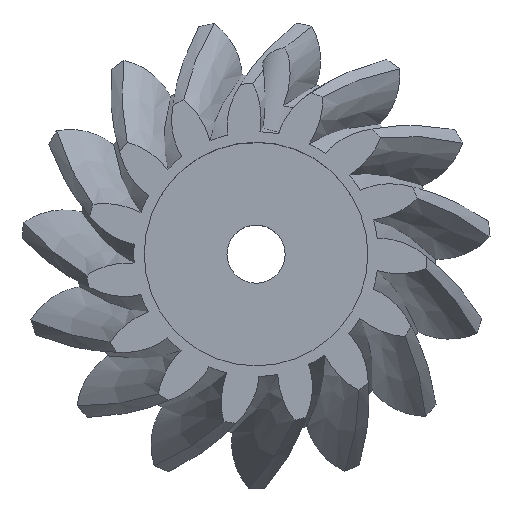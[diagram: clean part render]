
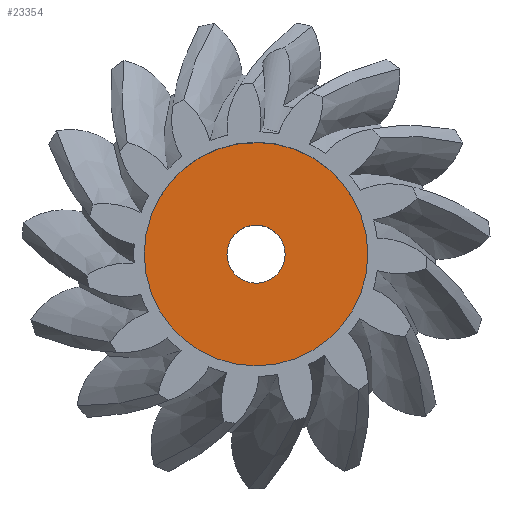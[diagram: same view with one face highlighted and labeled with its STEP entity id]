
A CAD part, top view. The second image highlights one B-rep face of the part: STEP entity #23354.
In plain terms, the highlighted planar face has unit normal (0, 0, 1).
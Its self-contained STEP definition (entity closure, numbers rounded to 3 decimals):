
#11513 = CYLINDRICAL_SURFACE('',#11514,10.);
#11514 = AXIS2_PLACEMENT_3D('',#11515,#11516,#11517);
#11515 = CARTESIAN_POINT('',(0.,0.,6.4));
#11516 = DIRECTION('',(0.,0.,1.));
#11517 = DIRECTION('',(1.,0.,0.));
#13118 = CYLINDRICAL_SURFACE('',#13119,2.6);
#13119 = AXIS2_PLACEMENT_3D('',#13120,#13121,#13122);
#13120 = CARTESIAN_POINT('',(0.,0.,0.));
#13121 = DIRECTION('',(0.,0.,1.));
#13122 = DIRECTION('',(1.,0.,0.));
#22172 = EDGE_CURVE('',#22173,#22173,#22175,.T.);
#22173 = VERTEX_POINT('',#22174);
#22174 = CARTESIAN_POINT('',(10.,0.,6.4));
#22175 = SURFACE_CURVE('',#22176,(#22181,#22188),.PCURVE_S1.);
#22176 = CIRCLE('',#22177,10.);
#22177 = AXIS2_PLACEMENT_3D('',#22178,#22179,#22180);
#22178 = CARTESIAN_POINT('',(0.,0.,6.4));
#22179 = DIRECTION('',(0.,0.,1.));
#22180 = DIRECTION('',(1.,0.,0.));
#22181 = PCURVE('',#11513,#22182);
#22182 = DEFINITIONAL_REPRESENTATION('',(#22183),#22187);
#22183 = LINE('',#22184,#22185);
#22184 = CARTESIAN_POINT('',(0.,0.));
#22185 = VECTOR('',#22186,1.);
#22186 = DIRECTION('',(1.,0.));
#22187 = ( GEOMETRIC_REPRESENTATION_CONTEXT(2) 
PARAMETRIC_REPRESENTATION_CONTEXT() REPRESENTATION_CONTEXT('2D SPACE',''
  ) );
#22188 = PCURVE('',#22189,#22194);
#22189 = PLANE('',#22190);
#22190 = AXIS2_PLACEMENT_3D('',#22191,#22192,#22193);
#22191 = CARTESIAN_POINT('',(0.,0.,6.4));
#22192 = DIRECTION('',(0.,0.,1.));
#22193 = DIRECTION('',(1.,0.,0.));
#22194 = DEFINITIONAL_REPRESENTATION('',(#22195),#22199);
#22195 = CIRCLE('',#22196,10.);
#22196 = AXIS2_PLACEMENT_2D('',#22197,#22198);
#22197 = CARTESIAN_POINT('',(0.,0.));
#22198 = DIRECTION('',(1.,0.));
#22199 = ( GEOMETRIC_REPRESENTATION_CONTEXT(2) 
PARAMETRIC_REPRESENTATION_CONTEXT() REPRESENTATION_CONTEXT('2D SPACE',''
  ) );
#22927 = VERTEX_POINT('',#22928);
#22928 = CARTESIAN_POINT('',(2.6,0.,6.4));
#22949 = EDGE_CURVE('',#22927,#22927,#22950,.T.);
#22950 = SURFACE_CURVE('',#22951,(#22956,#22963),.PCURVE_S1.);
#22951 = CIRCLE('',#22952,2.6);
#22952 = AXIS2_PLACEMENT_3D('',#22953,#22954,#22955);
#22953 = CARTESIAN_POINT('',(0.,0.,6.4));
#22954 = DIRECTION('',(0.,0.,1.));
#22955 = DIRECTION('',(1.,0.,0.));
#22956 = PCURVE('',#13118,#22957);
#22957 = DEFINITIONAL_REPRESENTATION('',(#22958),#22962);
#22958 = LINE('',#22959,#22960);
#22959 = CARTESIAN_POINT('',(0.,6.4));
#22960 = VECTOR('',#22961,1.);
#22961 = DIRECTION('',(1.,0.));
#22962 = ( GEOMETRIC_REPRESENTATION_CONTEXT(2) 
PARAMETRIC_REPRESENTATION_CONTEXT() REPRESENTATION_CONTEXT('2D SPACE',''
  ) );
#22963 = PCURVE('',#22189,#22964);
#22964 = DEFINITIONAL_REPRESENTATION('',(#22965),#22969);
#22965 = CIRCLE('',#22966,2.6);
#22966 = AXIS2_PLACEMENT_2D('',#22967,#22968);
#22967 = CARTESIAN_POINT('',(0.,0.));
#22968 = DIRECTION('',(1.,0.));
#22969 = ( GEOMETRIC_REPRESENTATION_CONTEXT(2) 
PARAMETRIC_REPRESENTATION_CONTEXT() REPRESENTATION_CONTEXT('2D SPACE',''
  ) );
#23354 = ADVANCED_FACE('',(#23355,#23358),#22189,.T.);
#23355 = FACE_BOUND('',#23356,.T.);
#23356 = EDGE_LOOP('',(#23357));
#23357 = ORIENTED_EDGE('',*,*,#22172,.T.);
#23358 = FACE_BOUND('',#23359,.T.);
#23359 = EDGE_LOOP('',(#23360));
#23360 = ORIENTED_EDGE('',*,*,#22949,.F.);
